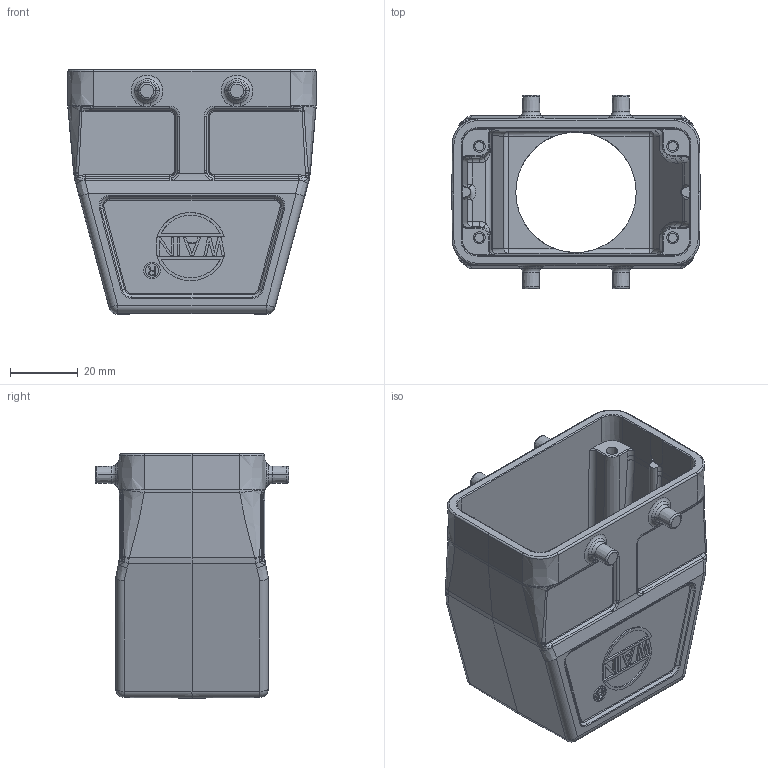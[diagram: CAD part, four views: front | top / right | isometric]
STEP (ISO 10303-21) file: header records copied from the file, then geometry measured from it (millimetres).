
FILE_DESCRIPTION((''),'2;1');
FILE_NAME('3D_1110104305012_H10B-TEH-4B-PG','2019-06-13T',('sh.ye'),(''),'PRO/ENGINEER BY PARAMETRIC TECHNOLOGY CORPORATION, 2015240','PRO/ENGINEER BY PARAMETRIC TECHNOLOGY CORPORATION, 2015240','');
FILE_SCHEMA(('AUTOMOTIVE_DESIGN { 1 0 10303 214 1 1 1 1 }'));
Length unit declared in the file: millimetre
Products named in the file (1): 3D_1110104305012_H10B-TEH-4B-PG
Bounding box: 73.2 x 57 x 72 mm (x, y, z)
Volume: 58609.5 mm3; surface area: 31696.1 mm2
Topology: 1 solids, 1 shells, 697 faces, 1739 edges, 1071 vertices
Faces by surface type: plane 255, bspline 163, cylinder 142, torus 69, cone 46, sphere 14, extrusion 8
Entity records: 33856 total; most frequent: CARTESIAN_POINT 12906, ORIENTED_EDGE 3462, DIRECTION 2832, PRESENTATION_STYLE_ASSIGNMENT 1761, STYLED_ITEM 1761, CURVE_STYLE 1731, EDGE_CURVE 1731, VERTEX_POINT 1071
